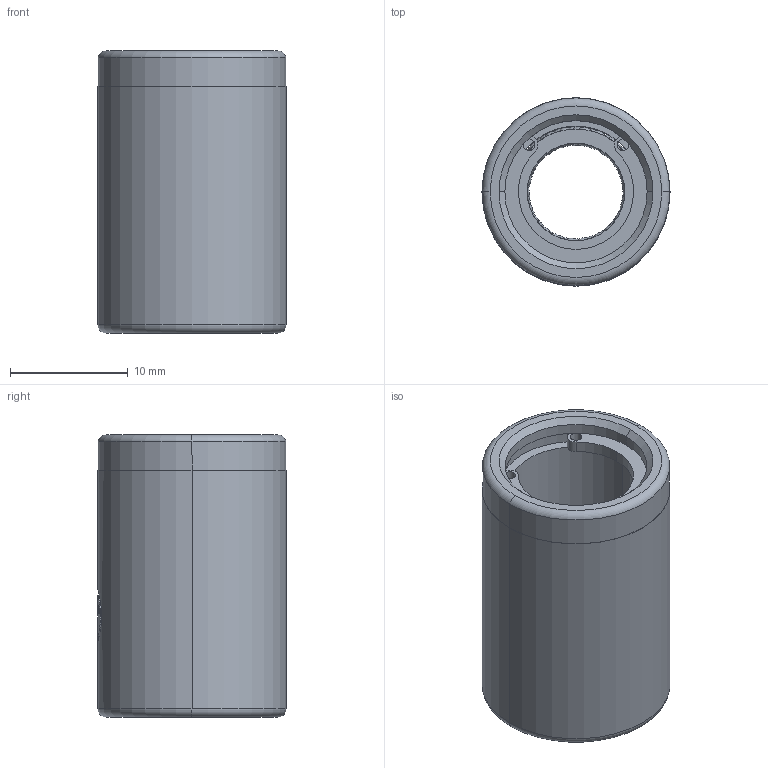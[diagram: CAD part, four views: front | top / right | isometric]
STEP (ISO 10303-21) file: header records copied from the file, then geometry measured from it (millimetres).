
FILE_DESCRIPTION (( 'STEP AP214' ), '1' );
FILE_NAME ('GBB-d8.STEP', '2021-08-07T00:31:31', ( 'User' ), ( 'china' ), 'SwSTEP 2.0', 'SolidWorks 2016', '' );
FILE_SCHEMA (( 'AUTOMOTIVE_DESIGN' ));
Length unit declared in the file: millimetre
Products named in the file (6): GBB-d8; BSH紩杶-d8--; BALL-D2; GBB囀縐D8; GBB-D16-L24-
Assembly tree (60 placements, depth 3):
  GBB-d8
    GBB-D16-L24-
    GBB囀縐D8  x2
    BSH紩杶-d8--
      BSH紩杶-d8--
      BALL-D2  x55
Bounding box: 16 x 16 x 24 mm (x, y, z)
Volume: 2786.8 mm3; surface area: 3964.6 mm2
Topology: 59 solids, 59 shells, 305 faces, 1222 edges, 812 vertices
Faces by surface type: sphere 220, cylinder 56, plane 21, cone 4, torus 4
Entity records: 9610 total; most frequent: CARTESIAN_POINT 4308, ORIENTED_EDGE 1050, DIRECTION 943, EDGE_CURVE 525, AXIS2_PLACEMENT_3D 436, VERTEX_POINT 348, EDGE_LOOP 297, B_SPLINE_CURVE_WITH_KNOTS 260
